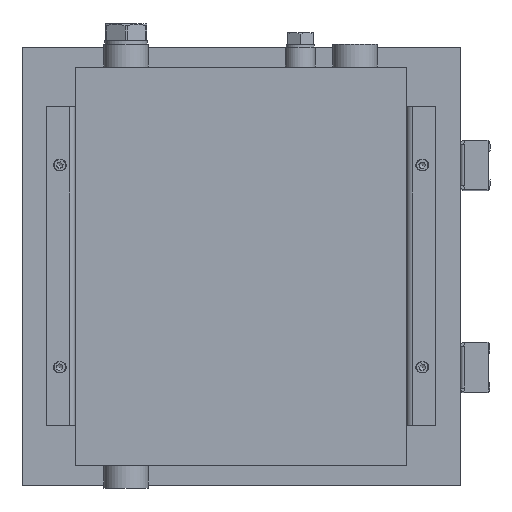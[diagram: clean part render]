
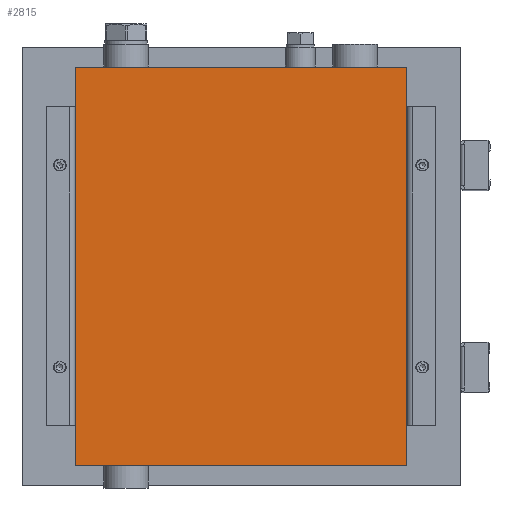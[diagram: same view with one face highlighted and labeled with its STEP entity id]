
A CAD part, top view. The second image highlights one B-rep face of the part: STEP entity #2815.
In plain terms, the highlighted planar face has unit normal (0, 0, 1).
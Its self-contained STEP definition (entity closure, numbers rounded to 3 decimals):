
#2776=CARTESIAN_POINT('',(0.,0.,31.));
#2777=DIRECTION('',(0.0,0.0,1.0));
#2778=DIRECTION('',(1.0,0.0,0.0));
#2779=AXIS2_PLACEMENT_3D('',#2776,#2777,#2778);
#2780=PLANE('',#2779);
#2781=CARTESIAN_POINT('',(166.5,-200.0,31.));
#2782=VERTEX_POINT('',#2781);
#2783=CARTESIAN_POINT('',(166.5,200.0,31.));
#2784=VERTEX_POINT('',#2783);
#2785=CARTESIAN_POINT('',(166.5,-200.0,31.));
#2786=DIRECTION('',(0.0,1.0,0.0));
#2787=VECTOR('',#2786,400.0);
#2788=LINE('',#2785,#2787);
#2789=EDGE_CURVE('',#2782,#2784,#2788,.T.);
#2790=ORIENTED_EDGE('',*,*,#2789,.T.);
#2791=CARTESIAN_POINT('',(-166.5,200.,31.));
#2792=VERTEX_POINT('',#2791);
#2793=CARTESIAN_POINT('',(166.5,200.0,31.));
#2794=DIRECTION('',(-1.0,0.0,0.0));
#2795=VECTOR('',#2794,333.);
#2796=LINE('',#2793,#2795);
#2797=EDGE_CURVE('',#2784,#2792,#2796,.T.);
#2798=ORIENTED_EDGE('',*,*,#2797,.T.);
#2799=CARTESIAN_POINT('',(-166.5,-200.,31.));
#2800=VERTEX_POINT('',#2799);
#2801=CARTESIAN_POINT('',(-166.5,200.,31.));
#2802=DIRECTION('',(0.0,-1.0,0.0));
#2803=VECTOR('',#2802,400.0);
#2804=LINE('',#2801,#2803);
#2805=EDGE_CURVE('',#2792,#2800,#2804,.T.);
#2806=ORIENTED_EDGE('',*,*,#2805,.T.);
#2807=CARTESIAN_POINT('',(-166.5,-200.,31.));
#2808=DIRECTION('',(1.0,0.0,0.0));
#2809=VECTOR('',#2808,333.);
#2810=LINE('',#2807,#2809);
#2811=EDGE_CURVE('',#2800,#2782,#2810,.T.);
#2812=ORIENTED_EDGE('',*,*,#2811,.T.);
#2813=EDGE_LOOP('',(#2790,#2798,#2806,#2812));
#2814=FACE_OUTER_BOUND('',#2813,.T.);
#2815=ADVANCED_FACE('',(#2814),#2780,.T.);
